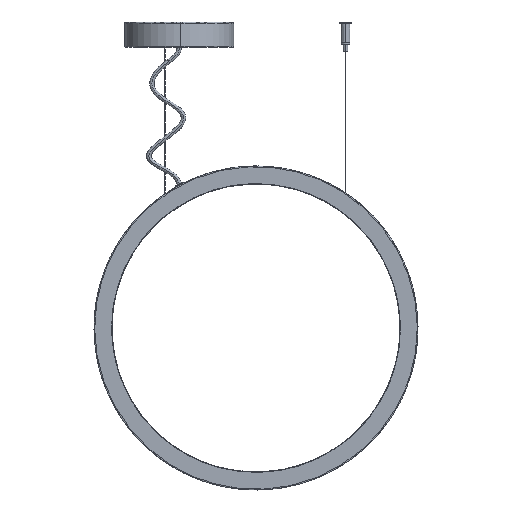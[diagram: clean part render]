
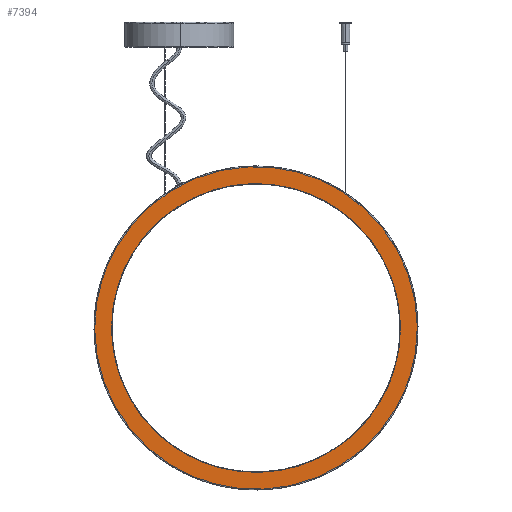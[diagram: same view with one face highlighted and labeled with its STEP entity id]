
A CAD part, left-side view. The second image highlights one B-rep face of the part: STEP entity #7394.
In plain terms, the highlighted planar face has unit normal (-1, 0, 0).
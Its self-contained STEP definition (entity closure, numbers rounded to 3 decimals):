
#6639=FACE_BOUND('',#8885,.T.);
#7394=ADVANCED_FACE('',(#8139,#6639),#23652,.T.);
#8139=FACE_OUTER_BOUND('',#8884,.T.);
#8884=EDGE_LOOP('',(#9707,#9708));
#8885=EDGE_LOOP('',(#9709,#9710));
#9707=ORIENTED_EDGE('',*,*,#13194,.T.);
#9708=ORIENTED_EDGE('',*,*,#13218,.T.);
#9709=ORIENTED_EDGE('',*,*,#13216,.F.);
#9710=ORIENTED_EDGE('',*,*,#13193,.F.);
#13193=EDGE_CURVE('',#19854,#19871,#16521,.T.);
#13194=EDGE_CURVE('',#19855,#19872,#16522,.T.);
#13216=EDGE_CURVE('',#19871,#19854,#16538,.T.);
#13218=EDGE_CURVE('',#19872,#19855,#16540,.T.);
#16521=(
BOUNDED_CURVE()
B_SPLINE_CURVE(2,(#26112,#26113,#26114,#26115,#26116),.UNSPECIFIED.,.F.,
 .F.)
B_SPLINE_CURVE_WITH_KNOTS((3,2,3),(-1260.053,-945.04,
-630.026),.UNSPECIFIED.)
CURVE()
GEOMETRIC_REPRESENTATION_ITEM()
RATIONAL_B_SPLINE_CURVE((1.,0.707,1.,0.707,1.))
REPRESENTATION_ITEM('')
);
#16522=(
BOUNDED_CURVE()
B_SPLINE_CURVE(2,(#26117,#26118,#26119,#26120,#26121),.UNSPECIFIED.,.F.,
 .F.)
B_SPLINE_CURVE_WITH_KNOTS((3,2,3),(-1407.434,-1055.575,
-703.717),.UNSPECIFIED.)
CURVE()
GEOMETRIC_REPRESENTATION_ITEM()
RATIONAL_B_SPLINE_CURVE((1.,0.707,1.,0.707,1.))
REPRESENTATION_ITEM('')
);
#16538=(
BOUNDED_CURVE()
B_SPLINE_CURVE(2,(#26335,#26336,#26337,#26338,#26339),.UNSPECIFIED.,.F.,
 .F.)
B_SPLINE_CURVE_WITH_KNOTS((3,2,3),(-630.026,-315.013,
0.),.UNSPECIFIED.)
CURVE()
GEOMETRIC_REPRESENTATION_ITEM()
RATIONAL_B_SPLINE_CURVE((1.,0.707,1.,0.707,1.))
REPRESENTATION_ITEM('')
);
#16540=(
BOUNDED_CURVE()
B_SPLINE_CURVE(2,(#26343,#26344,#26345,#26346,#26347),.UNSPECIFIED.,.F.,
 .F.)
B_SPLINE_CURVE_WITH_KNOTS((3,2,3),(-703.717,-351.858,
0.),.UNSPECIFIED.)
CURVE()
GEOMETRIC_REPRESENTATION_ITEM()
RATIONAL_B_SPLINE_CURVE((1.,0.707,1.,0.707,1.))
REPRESENTATION_ITEM('')
);
#19854=VERTEX_POINT('',#25849);
#19855=VERTEX_POINT('',#25850);
#19871=VERTEX_POINT('',#25866);
#19872=VERTEX_POINT('',#25867);
#23652=PLANE('',#23952);
#23952=AXIS2_PLACEMENT_3D('',#24950,#24132,$);
#24132=DIRECTION('',(-1.,0.,0.));
#24950=CARTESIAN_POINT('',(60.5,-699.002,403.603));
#25849=CARTESIAN_POINT('',(60.5,-171.025,285.079));
#25850=CARTESIAN_POINT('',(60.5,-576.681,159.856));
#25866=CARTESIAN_POINT('',(60.5,-554.268,166.774));
#25867=CARTESIAN_POINT('',(60.5,-148.612,291.998));
#26112=CARTESIAN_POINT('',(60.5,-171.025,285.079));
#26113=CARTESIAN_POINT('',(60.5,-111.873,93.458));
#26114=CARTESIAN_POINT('',(60.5,-303.494,34.305));
#26115=CARTESIAN_POINT('',(60.5,-495.115,-24.847));
#26116=CARTESIAN_POINT('',(60.5,-554.268,166.774));
#26117=CARTESIAN_POINT('',(60.5,-576.681,159.856));
#26118=CARTESIAN_POINT('',(60.5,-642.752,373.89));
#26119=CARTESIAN_POINT('',(60.5,-428.718,439.961));
#26120=CARTESIAN_POINT('',(60.5,-214.684,506.032));
#26121=CARTESIAN_POINT('',(60.5,-148.612,291.998));
#26335=CARTESIAN_POINT('',(60.5,-554.268,166.774));
#26336=CARTESIAN_POINT('',(60.5,-613.42,358.396));
#26337=CARTESIAN_POINT('',(60.5,-421.799,417.548));
#26338=CARTESIAN_POINT('',(60.5,-230.178,476.701));
#26339=CARTESIAN_POINT('',(60.5,-171.025,285.079));
#26343=CARTESIAN_POINT('',(60.5,-148.612,291.998));
#26344=CARTESIAN_POINT('',(60.5,-82.541,77.964));
#26345=CARTESIAN_POINT('',(60.5,-296.575,11.893));
#26346=CARTESIAN_POINT('',(60.5,-510.609,-54.179));
#26347=CARTESIAN_POINT('',(60.5,-576.681,159.856));
